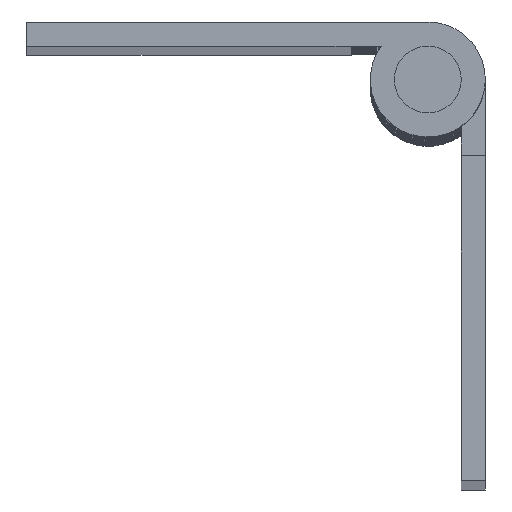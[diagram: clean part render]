
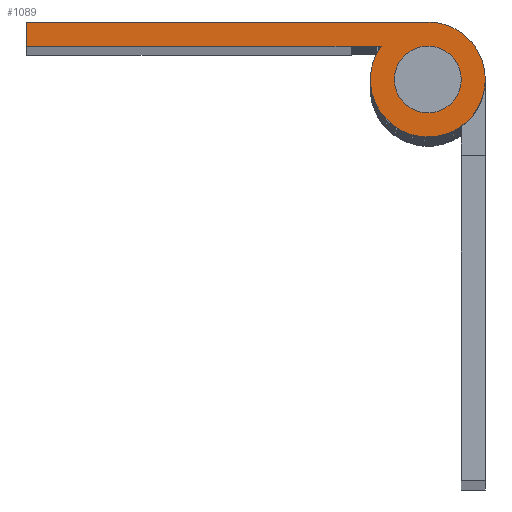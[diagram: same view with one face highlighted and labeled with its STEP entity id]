
A CAD part, top view. The second image highlights one B-rep face of the part: STEP entity #1089.
In plain terms, the highlighted face is planar.
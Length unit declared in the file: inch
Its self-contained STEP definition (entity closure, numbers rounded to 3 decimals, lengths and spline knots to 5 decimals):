
#32=PLANE('',#1252);
#91=LINE('',#1763,#197);
#92=LINE('',#1765,#198);
#93=LINE('',#1766,#199);
#197=VECTOR('',#1446,39.37008);
#198=VECTOR('',#1447,39.37008);
#199=VECTOR('',#1448,39.37008);
#289=FACE_BOUND('',#399,.T.);
#331=FACE_OUTER_BOUND('',#398,.T.);
#398=EDGE_LOOP('',(#815,#816,#817,#818));
#399=EDGE_LOOP('',(#819));
#472=CIRCLE('',#1217,0.125);
#474=CIRCLE('',#1220,0.215);
#514=VERTEX_POINT('',#1655);
#517=VERTEX_POINT('',#1661);
#518=VERTEX_POINT('',#1663);
#561=VERTEX_POINT('',#1762);
#562=VERTEX_POINT('',#1764);
#620=EDGE_CURVE('',#514,#514,#472,.T.);
#623=EDGE_CURVE('',#517,#518,#474,.T.);
#667=EDGE_CURVE('',#561,#517,#91,.T.);
#668=EDGE_CURVE('',#562,#561,#92,.T.);
#669=EDGE_CURVE('',#518,#562,#93,.T.);
#815=ORIENTED_EDGE('',*,*,#623,.F.);
#816=ORIENTED_EDGE('',*,*,#667,.F.);
#817=ORIENTED_EDGE('',*,*,#668,.F.);
#818=ORIENTED_EDGE('',*,*,#669,.F.);
#819=ORIENTED_EDGE('',*,*,#620,.T.);
#1089=ADVANCED_FACE('',(#331,#289),#32,.F.);
#1217=AXIS2_PLACEMENT_3D('',#1656,#1350,#1351);
#1220=AXIS2_PLACEMENT_3D('',#1664,#1357,#1358);
#1252=AXIS2_PLACEMENT_3D('',#1761,#1444,#1445);
#1350=DIRECTION('center_axis',(0.,0.,1.));
#1351=DIRECTION('ref_axis',(1.,0.,0.));
#1357=DIRECTION('center_axis',(0.,0.,1.));
#1358=DIRECTION('ref_axis',(1.,0.,0.));
#1444=DIRECTION('center_axis',(0.,0.,1.));
#1445=DIRECTION('ref_axis',(1.,0.,0.));
#1446=DIRECTION('',(0.,1.,0.));
#1447=DIRECTION('',(1.,0.,0.));
#1448=DIRECTION('',(0.,-1.,0.));
#1655=CARTESIAN_POINT('',(-0.125,0.,0.));
#1656=CARTESIAN_POINT('Origin',(0.,0.,0.));
#1661=CARTESIAN_POINT('',(0.215,0.,0.));
#1663=CARTESIAN_POINT('',(0.125,-0.17493,0.));
#1664=CARTESIAN_POINT('Origin',(0.,0.,0.));
#1761=CARTESIAN_POINT('Origin',(0.,0.,0.));
#1762=CARTESIAN_POINT('',(0.215,-1.5,0.));
#1763=CARTESIAN_POINT('',(0.215,0.,0.));
#1764=CARTESIAN_POINT('',(0.125,-1.5,0.));
#1765=CARTESIAN_POINT('',(0.215,-1.5,0.));
#1766=CARTESIAN_POINT('',(0.125,-1.5,0.));
